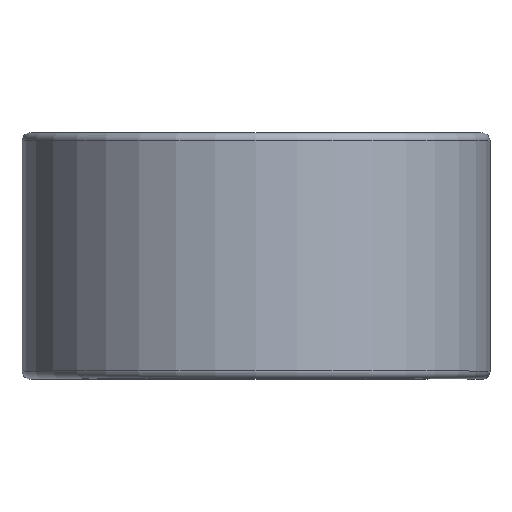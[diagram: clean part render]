
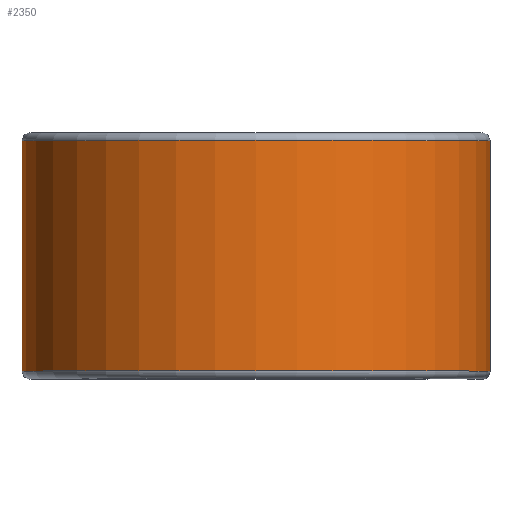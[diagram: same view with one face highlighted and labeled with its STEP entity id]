
A CAD part, top view. The second image highlights one B-rep face of the part: STEP entity #2350.
In plain terms, the highlighted cylindrical face has radius 22.644 mm (diameter 45.288 mm), a partial arc.
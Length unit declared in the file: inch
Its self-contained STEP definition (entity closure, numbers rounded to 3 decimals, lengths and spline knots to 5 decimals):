
#55 = EDGE_CURVE ( 'NONE', #146, #2460, #1957, .T. ) ;
#129 = EDGE_CURVE ( 'NONE', #2009, #2460, #976, .T. ) ;
#132 = EDGE_LOOP ( 'NONE', ( #2061, #971, #2370, #2328 ) ) ;
#146 = VERTEX_POINT ( 'NONE', #735 ) ;
#327 = AXIS2_PLACEMENT_3D ( 'NONE', #377, #1661, #597 ) ;
#366 = CARTESIAN_POINT ( 'NONE',  ( 0., 0.43875, -0.8915 ) ) ;
#377 = CARTESIAN_POINT ( 'NONE',  ( 0., -0.43875, 0. ) ) ;
#384 = CARTESIAN_POINT ( 'NONE',  ( 0., 0.43875, -0.8915 ) ) ;
#597 = DIRECTION ( 'NONE',  ( 0., 0., -1. ) ) ;
#608 = FACE_OUTER_BOUND ( 'NONE', #132, .T. ) ;
#735 = CARTESIAN_POINT ( 'NONE',  ( 0., -0.43875, -0.8915 ) ) ;
#762 = CARTESIAN_POINT ( 'NONE',  ( 0., 0.4375, 0. ) ) ;
#769 = DIRECTION ( 'NONE',  ( 0., 0., -1. ) ) ;
#857 = CARTESIAN_POINT ( 'NONE',  ( 0.8915, 0.43875, 0. ) ) ;
#971 = ORIENTED_EDGE ( 'NONE', *, *, #129, .T. ) ;
#973 = VECTOR ( 'NONE', #2397, 39.37008 ) ;
#976 = CIRCLE ( 'NONE', #2110, 0.8915 ) ;
#987 = VECTOR ( 'NONE', #1016, 39.37008 ) ;
#1016 = DIRECTION ( 'NONE',  ( 0., 1., 0. ) ) ;
#1099 = LINE ( 'NONE', #1510, #987 ) ;
#1132 = DIRECTION ( 'NONE',  ( 0., -1., 0. ) ) ;
#1192 = CIRCLE ( 'NONE', #327, 0.8915 ) ;
#1510 = CARTESIAN_POINT ( 'NONE',  ( 0.8915, 0.43875, 0. ) ) ;
#1661 = DIRECTION ( 'NONE',  ( 0., -1., 0. ) ) ;
#1665 = CYLINDRICAL_SURFACE ( 'NONE', #1975, 0.8915 ) ;
#1748 = CARTESIAN_POINT ( 'NONE',  ( 0.8915, -0.43875, 0. ) ) ;
#1943 = EDGE_CURVE ( 'NONE', #2132, #2009, #1099, .T. ) ;
#1957 = LINE ( 'NONE', #366, #973 ) ;
#1975 = AXIS2_PLACEMENT_3D ( 'NONE', #762, #1132, #769 ) ;
#2009 = VERTEX_POINT ( 'NONE', #857 ) ;
#2061 = ORIENTED_EDGE ( 'NONE', *, *, #1943, .T. ) ;
#2110 = AXIS2_PLACEMENT_3D ( 'NONE', #2212, #2184, #2202 ) ;
#2132 = VERTEX_POINT ( 'NONE', #1748 ) ;
#2184 = DIRECTION ( 'NONE',  ( 0., -1., 0. ) ) ;
#2202 = DIRECTION ( 'NONE',  ( 0., 0., -1. ) ) ;
#2212 = CARTESIAN_POINT ( 'NONE',  ( 0., 0.43875, 0. ) ) ;
#2328 = ORIENTED_EDGE ( 'NONE', *, *, #2385, .F. ) ;
#2350 = ADVANCED_FACE ( 'NONE', ( #608 ), #1665, .T. ) ;
#2370 = ORIENTED_EDGE ( 'NONE', *, *, #55, .F. ) ;
#2385 = EDGE_CURVE ( 'NONE', #2132, #146, #1192, .T. ) ;
#2397 = DIRECTION ( 'NONE',  ( 0., 1., 0. ) ) ;
#2460 = VERTEX_POINT ( 'NONE', #384 ) ;
